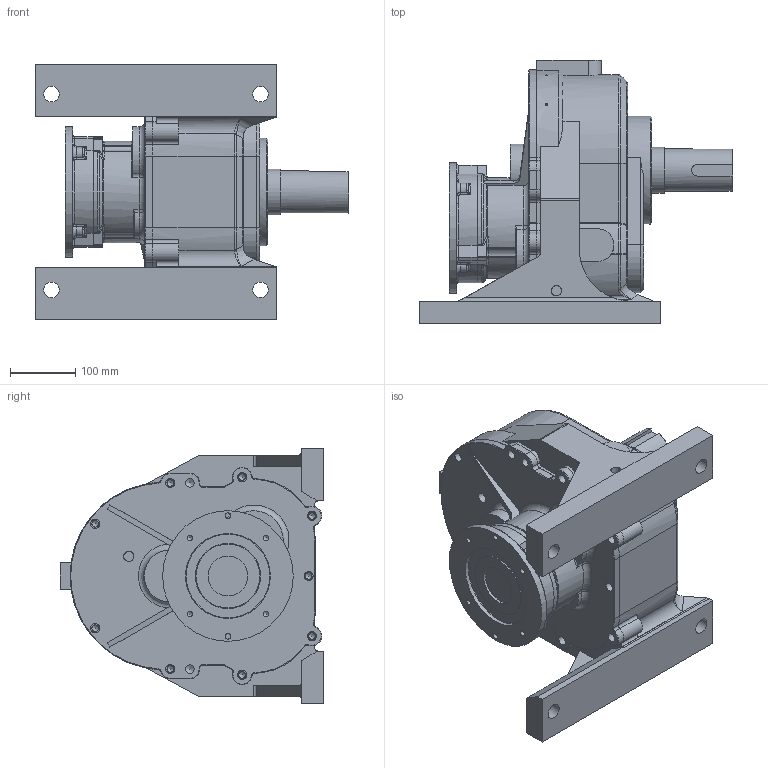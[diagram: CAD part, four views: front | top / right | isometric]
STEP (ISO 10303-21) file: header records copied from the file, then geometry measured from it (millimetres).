
FILE_DESCRIPTION (( 'STEP AP214' ), '1' );
FILE_NAME ('EK2DO07813H001_F1HF_1.5KW_R100.stp', '2022-07-04T00:31:56', ( 'Windows 餌辨濠' ), ( '' ), 'SwSTEP 2.0', 'SolidWorks 2021', '' );
FILE_SCHEMA (( 'AUTOMOTIVE_DESIGN' ));
Length unit declared in the file: millimetre
Products named in the file (5): EK2DO07813H001_F1HF_1.5KW_R100; DKA0800229_BRACKET; CASING_DKA0102312; 23_1.5KW; DKG1300339__1.5
Assembly tree (4 placements, depth 2):
  EK2DO07813H001_F1HF_1.5KW_R100
    CASING_DKA0102312
    23_1.5KW
    DKG1300339__1.5
    DKA0800229_BRACKET
Bounding box: 480 x 403.5 x 390 mm (x, y, z)
Volume: 21757718.6 mm3; surface area: 1025500 mm2
Topology: 4 solids, 4 shells, 614 faces, 1559 edges, 938 vertices
Faces by surface type: cylinder 234, plane 128, torus 119, bspline 82, cone 45, sphere 6
Full cylindrical faces by diameter (mm): 2.7 x2, 6.8 x3, 8.5 x6, 9 x3, 10.2 x10, 13 x4, 14 x9, 24 x4, 61 x1, 65 x1, 70 x1, 98 x1, 130 x1, 165 x1, 200 x1
Entity records: 22701 total; most frequent: CARTESIAN_POINT 8240, DIRECTION 2947, ORIENTED_EDGE 2860, EDGE_CURVE 1430, AXIS2_PLACEMENT_3D 1241, VERTEX_POINT 910, EDGE_LOOP 742, CIRCLE 702
